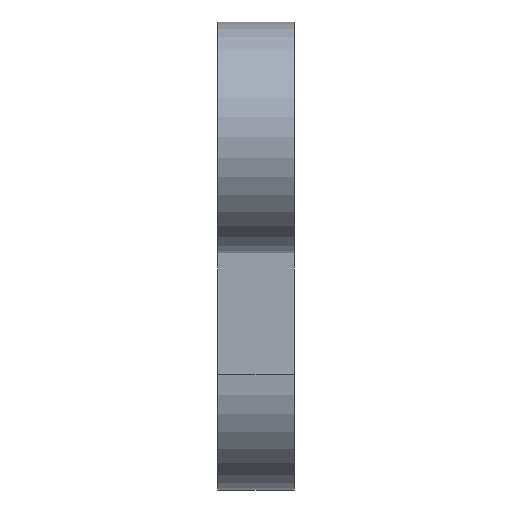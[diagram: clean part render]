
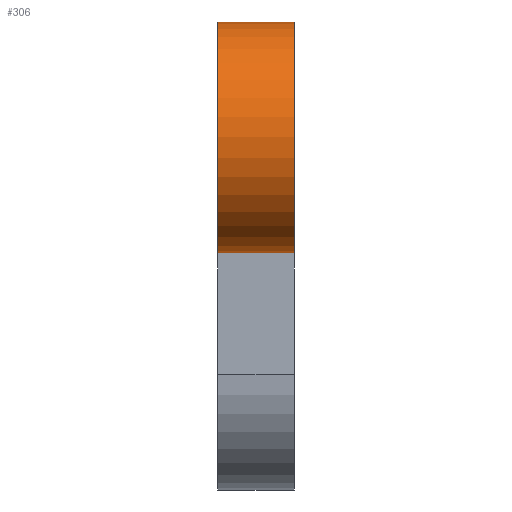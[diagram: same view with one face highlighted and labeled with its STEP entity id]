
A CAD part, left-side view. The second image highlights one B-rep face of the part: STEP entity #306.
In plain terms, the highlighted cylindrical face has radius 4.763 mm (diameter 9.525 mm), a partial arc.
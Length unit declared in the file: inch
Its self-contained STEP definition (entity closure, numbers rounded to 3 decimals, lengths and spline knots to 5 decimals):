
#3 = DIRECTION ( 'NONE',  ( 0., -1., 0. ) ) ;
#15 = LINE ( 'NONE', #597, #530 ) ;
#24 = CARTESIAN_POINT ( 'NONE',  ( -0.385, 0., 0. ) ) ;
#33 = CARTESIAN_POINT ( 'NONE',  ( -0.385, 0.125, 0.1875 ) ) ;
#40 = VERTEX_POINT ( 'NONE', #457 ) ;
#50 = CIRCLE ( 'NONE', #665, 0.1875 ) ;
#64 = EDGE_LOOP ( 'NONE', ( #423, #422, #684, #222 ) ) ;
#137 = CYLINDRICAL_SURFACE ( 'NONE', #548, 0.1875 ) ;
#169 = EDGE_CURVE ( 'NONE', #40, #633, #50, .T. ) ;
#172 = FACE_OUTER_BOUND ( 'NONE', #64, .T. ) ;
#179 = VERTEX_POINT ( 'NONE', #33 ) ;
#220 = EDGE_CURVE ( 'NONE', #40, #179, #664, .T. ) ;
#222 = ORIENTED_EDGE ( 'NONE', *, *, #555, .F. ) ;
#225 = CIRCLE ( 'NONE', #531, 0.1875 ) ;
#248 = DIRECTION ( 'NONE',  ( 0., 0., 1. ) ) ;
#306 = ADVANCED_FACE ( 'NONE', ( #172 ), #137, .T. ) ;
#395 = DIRECTION ( 'NONE',  ( 0., 0., 1. ) ) ;
#396 = DIRECTION ( 'NONE',  ( 0., 1., 0. ) ) ;
#400 = VERTEX_POINT ( 'NONE', #528 ) ;
#417 = CARTESIAN_POINT ( 'NONE',  ( -0.385, 0.125, 0. ) ) ;
#422 = ORIENTED_EDGE ( 'NONE', *, *, #220, .T. ) ;
#423 = ORIENTED_EDGE ( 'NONE', *, *, #169, .F. ) ;
#437 = CARTESIAN_POINT ( 'NONE',  ( -0.385, 0., -0.1875 ) ) ;
#457 = CARTESIAN_POINT ( 'NONE',  ( -0.385, 0., 0.1875 ) ) ;
#475 = DIRECTION ( 'NONE',  ( 0., 1., 0. ) ) ;
#528 = CARTESIAN_POINT ( 'NONE',  ( -0.385, 0.125, -0.1875 ) ) ;
#530 = VECTOR ( 'NONE', #648, 39.37008 ) ;
#531 = AXIS2_PLACEMENT_3D ( 'NONE', #417, #396, #395 ) ;
#540 = DIRECTION ( 'NONE',  ( 0., 1., 0. ) ) ;
#548 = AXIS2_PLACEMENT_3D ( 'NONE', #676, #540, #608 ) ;
#555 = EDGE_CURVE ( 'NONE', #633, #400, #15, .T. ) ;
#596 = EDGE_CURVE ( 'NONE', #400, #179, #225, .T. ) ;
#597 = CARTESIAN_POINT ( 'NONE',  ( -0.385, -0.84748, -0.1875 ) ) ;
#608 = DIRECTION ( 'NONE',  ( 0., 0., 1. ) ) ;
#633 = VERTEX_POINT ( 'NONE', #437 ) ;
#648 = DIRECTION ( 'NONE',  ( 0., 1., 0. ) ) ;
#658 = VECTOR ( 'NONE', #475, 39.37008 ) ;
#664 = LINE ( 'NONE', #671, #658 ) ;
#665 = AXIS2_PLACEMENT_3D ( 'NONE', #24, #3, #248 ) ;
#671 = CARTESIAN_POINT ( 'NONE',  ( -0.385, -0.84748, 0.1875 ) ) ;
#676 = CARTESIAN_POINT ( 'NONE',  ( -0.385, -0.84748, 0. ) ) ;
#684 = ORIENTED_EDGE ( 'NONE', *, *, #596, .F. ) ;
